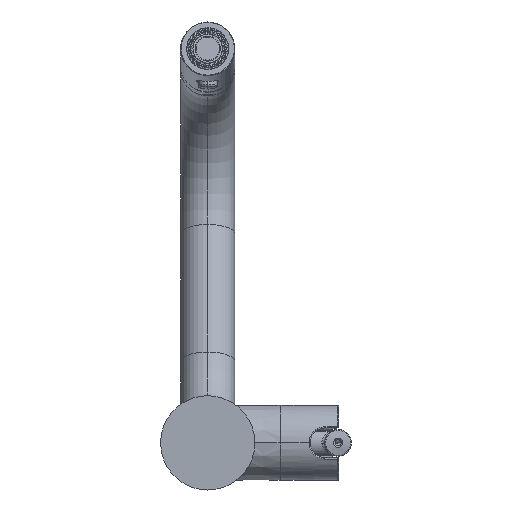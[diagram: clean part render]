
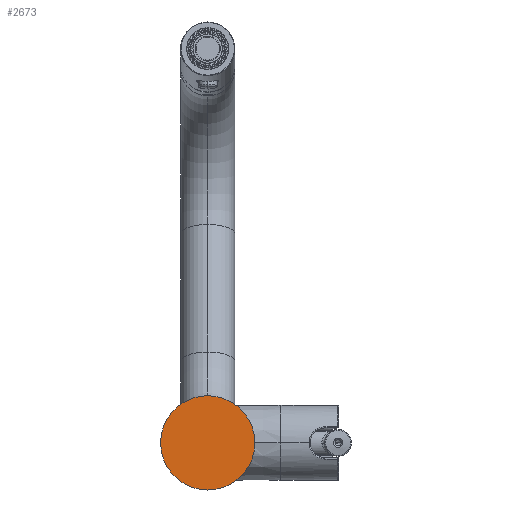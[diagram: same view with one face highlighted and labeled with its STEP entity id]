
A CAD part, front view. The second image highlights one B-rep face of the part: STEP entity #2673.
In plain terms, the highlighted planar face has unit normal (0, -1, 0).
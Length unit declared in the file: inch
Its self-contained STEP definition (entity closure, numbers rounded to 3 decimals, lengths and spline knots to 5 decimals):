
#1192=CARTESIAN_POINT('',(0.,0.,0.));
#1193=DIRECTION('',(0.,-1.,0.));
#1194=DIRECTION('',(-1.,0.,0.));
#1195=AXIS2_PLACEMENT_3D('',#1192,#1193,#1194);
#1197=CARTESIAN_POINT('',(0.,0.,0.));
#1198=DIRECTION('',(0.,1.,0.));
#1199=DIRECTION('',(-1.,0.,0.));
#1200=AXIS2_PLACEMENT_3D('',#1197,#1198,#1199);
#1710=CARTESIAN_POINT('',(-0.99,0.,0.));
#1711=CARTESIAN_POINT('',(0.99,0.,0.));
#1712=VERTEX_POINT('',#1710);
#1713=VERTEX_POINT('',#1711);
#2664=CARTESIAN_POINT('',(0.,0.,0.));
#2665=DIRECTION('',(0.,-1.,0.));
#2666=DIRECTION('',(-1.,0.,0.));
#2667=AXIS2_PLACEMENT_3D('',#2664,#2665,#2666);
#2668=PLANE('',#2667);
#2669=ORIENTED_EDGE('',*,*,#2631,.F.);
#2670=ORIENTED_EDGE('',*,*,#2646,.T.);
#2671=EDGE_LOOP('',(#2669,#2670));
#2672=FACE_OUTER_BOUND('',#2671,.F.);
#2673=ADVANCED_FACE('',(#2672),#2668,.T.);
#1196=CIRCLE('',#1195,0.99);
#1201=CIRCLE('',#1200,0.99);
#2631=EDGE_CURVE('',#1712,#1713,#1196,.T.);
#2646=EDGE_CURVE('',#1712,#1713,#1201,.T.);
